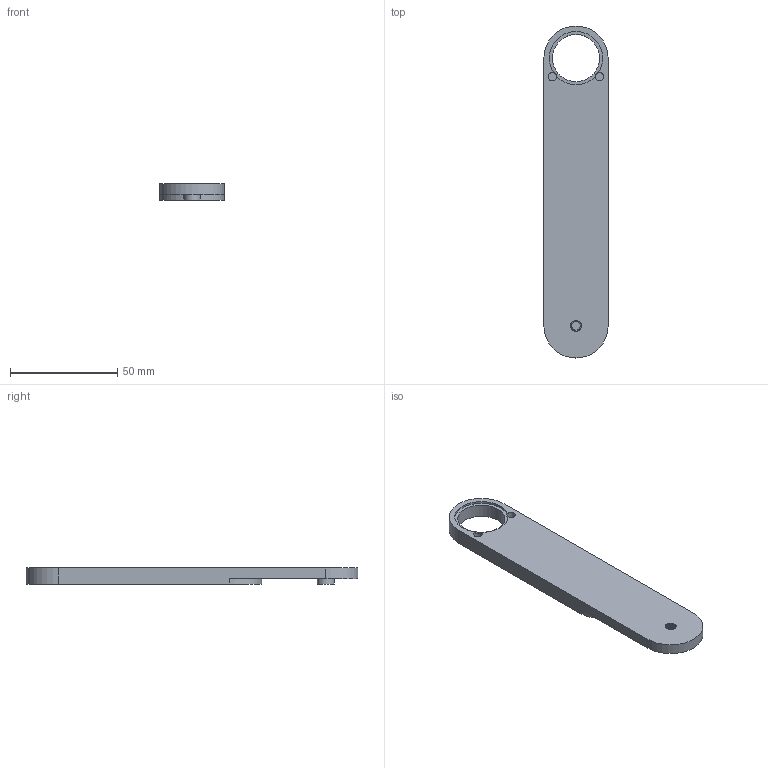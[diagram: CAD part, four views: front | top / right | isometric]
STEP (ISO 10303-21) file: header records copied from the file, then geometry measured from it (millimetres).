
FILE_DESCRIPTION(/* description */ ('STEP AP242','CAx-IF Rec.Pracs.---Representation and Presentation of Product Manufacturing Information (PMI)---4.0---2014-10-13','CAx-IF Rec.Pracs.---3D Tessellated Geometry---0.4---2014-09-14','2;1'),/* implementation_level */ '2;1');
FILE_NAME(/* name */ 'Printed parts - Arm 2 Top',/* time_stamp */ '2025-06-17T08:47:39Z',/* author */ (''),/* organization */ (''),/* preprocessor_version */ 'ST-DEVELOPER v20',/* originating_system */ 'ONSHAPE BY PTC INC, 1.199',/* authorisation */ ' ');
FILE_SCHEMA (('AP242_MANAGED_MODEL_BASED_3D_ENGINEERING_MIM_LF { 1 0 10303 442 1 1 4 }'));
Length unit declared in the file: metre
Products named in the file (1): Arm 2 Top
Bounding box: 30 x 155 x 7.5 mm (x, y, z)
Volume: 26309.2 mm3; surface area: 11743.2 mm2
Topology: 1 solids, 1 shells, 37 faces, 75 edges, 48 vertices
Faces by surface type: cylinder 15, plane 15, bspline 3, torus 2, cone 2
Full cylindrical faces by diameter (mm): 4 x6, 7.9 x1, 22 x1, 23 x1
Entity records: 2037 total; most frequent: CARTESIAN_POINT 1275, DIRECTION 164, ORIENTED_EDGE 128, AXIS2_PLACEMENT_3D 73, EDGE_CURVE 64, EDGE_LOOP 56, FACE_BOUND 56, VERTEX_POINT 46
